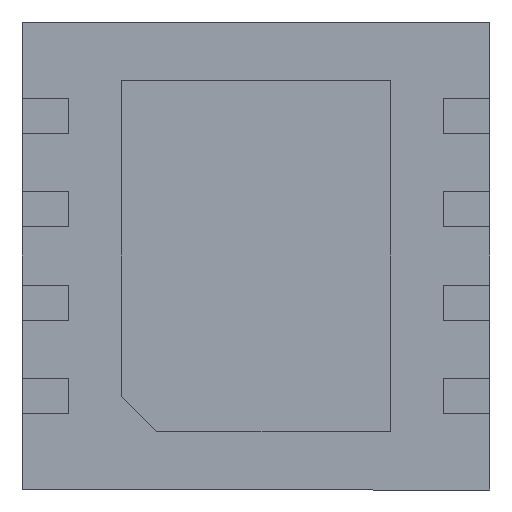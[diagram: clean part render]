
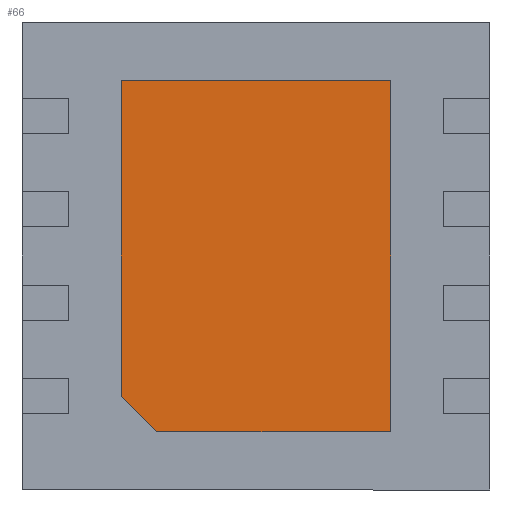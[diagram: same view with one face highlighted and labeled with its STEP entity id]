
A CAD part, front view. The second image highlights one B-rep face of the part: STEP entity #66.
In plain terms, the highlighted planar face has unit normal (0, -1, 0).
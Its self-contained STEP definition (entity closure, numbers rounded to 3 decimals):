
#66 = ADVANCED_FACE ( 'NONE', ( #579 ), #154, .T. ) ;
#106 = VERTEX_POINT ( 'NONE', #907 ) ;
#154 = PLANE ( 'NONE',  #1371 ) ;
#166 = LINE ( 'NONE', #1543, #2345 ) ;
#172 = CARTESIAN_POINT ( 'NONE',  ( 0., 0., 0. ) ) ;
#257 = EDGE_CURVE ( 'NONE', #106, #2978, #2850, .T. ) ;
#265 = EDGE_CURVE ( 'NONE', #2007, #2907, #763, .T. ) ;
#311 = EDGE_LOOP ( 'NONE', ( #2556, #1932, #1566, #2550, #1459 ) ) ;
#572 = DIRECTION ( 'NONE',  ( 0., 0., 1. ) ) ;
#579 = FACE_OUTER_BOUND ( 'NONE', #311, .T. ) ;
#763 = LINE ( 'NONE', #1547, #1732 ) ;
#888 = EDGE_CURVE ( 'NONE', #2907, #106, #1968, .T. ) ;
#907 = CARTESIAN_POINT ( 'NONE',  ( -1.15, 0., -1.2 ) ) ;
#985 = DIRECTION ( 'NONE',  ( 0., 0., -1. ) ) ;
#1272 = CARTESIAN_POINT ( 'NONE',  ( 1.15, 0., 1.5 ) ) ;
#1354 = VERTEX_POINT ( 'NONE', #2149 ) ;
#1371 = AXIS2_PLACEMENT_3D ( 'NONE', #172, #2662, #1662 ) ;
#1459 = ORIENTED_EDGE ( 'NONE', *, *, #265, .T. ) ;
#1478 = EDGE_CURVE ( 'NONE', #2978, #1354, #2616, .T. ) ;
#1543 = CARTESIAN_POINT ( 'NONE',  ( 1.15, 0., 1.5 ) ) ;
#1547 = CARTESIAN_POINT ( 'NONE',  ( 1.15, 0., 1.5 ) ) ;
#1566 = ORIENTED_EDGE ( 'NONE', *, *, #1478, .T. ) ;
#1662 = DIRECTION ( 'NONE',  ( 0., 0., -1. ) ) ;
#1732 = VECTOR ( 'NONE', #2917, 1000. ) ;
#1761 = VECTOR ( 'NONE', #2937, 1000. ) ;
#1932 = ORIENTED_EDGE ( 'NONE', *, *, #257, .T. ) ;
#1968 = LINE ( 'NONE', #2951, #2998 ) ;
#2007 = VERTEX_POINT ( 'NONE', #1272 ) ;
#2011 = EDGE_CURVE ( 'NONE', #1354, #2007, #166, .T. ) ;
#2124 = CARTESIAN_POINT ( 'NONE',  ( -1.15, 0., 1.5 ) ) ;
#2149 = CARTESIAN_POINT ( 'NONE',  ( 1.15, 0., -1.5 ) ) ;
#2345 = VECTOR ( 'NONE', #572, 1000. ) ;
#2367 = CARTESIAN_POINT ( 'NONE',  ( -0.85, 0., -1.5 ) ) ;
#2550 = ORIENTED_EDGE ( 'NONE', *, *, #2011, .T. ) ;
#2556 = ORIENTED_EDGE ( 'NONE', *, *, #888, .T. ) ;
#2562 = VECTOR ( 'NONE', #2822, 1000. ) ;
#2616 = LINE ( 'NONE', #2840, #2562 ) ;
#2662 = DIRECTION ( 'NONE',  ( 0., -1., 0. ) ) ;
#2822 = DIRECTION ( 'NONE',  ( 1., 0., 0. ) ) ;
#2840 = CARTESIAN_POINT ( 'NONE',  ( 1.15, 0., -1.5 ) ) ;
#2850 = LINE ( 'NONE', #2979, #1761 ) ;
#2907 = VERTEX_POINT ( 'NONE', #2124 ) ;
#2917 = DIRECTION ( 'NONE',  ( -1., 0., 0. ) ) ;
#2937 = DIRECTION ( 'NONE',  ( 0.707, 0., -0.707 ) ) ;
#2951 = CARTESIAN_POINT ( 'NONE',  ( -1.15, 0., 1.5 ) ) ;
#2978 = VERTEX_POINT ( 'NONE', #2367 ) ;
#2979 = CARTESIAN_POINT ( 'NONE',  ( -1.175, 0., -1.175 ) ) ;
#2998 = VECTOR ( 'NONE', #985, 1000. ) ;
